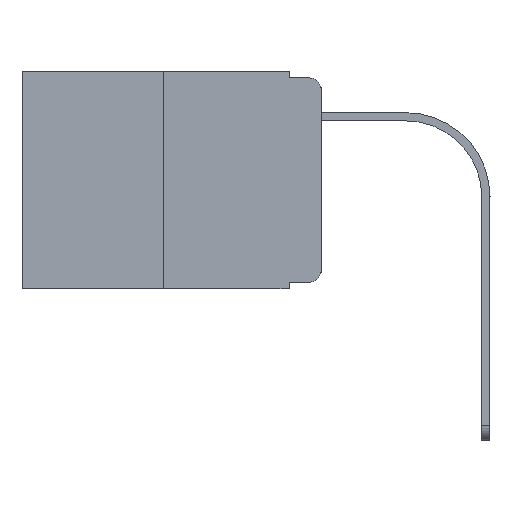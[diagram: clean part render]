
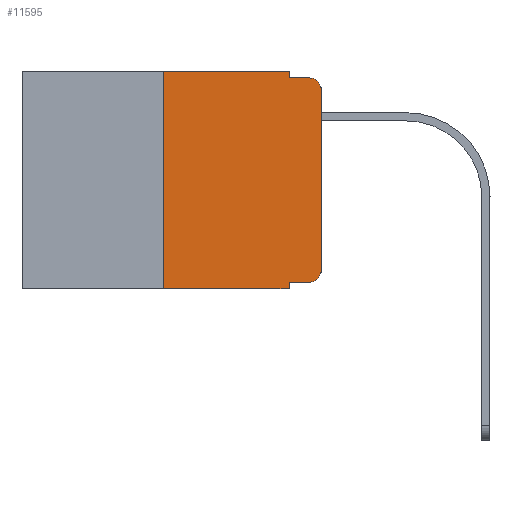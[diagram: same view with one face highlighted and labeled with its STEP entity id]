
A CAD part, left-side view. The second image highlights one B-rep face of the part: STEP entity #11595.
In plain terms, the highlighted planar face has unit normal (-1, 0, 0).
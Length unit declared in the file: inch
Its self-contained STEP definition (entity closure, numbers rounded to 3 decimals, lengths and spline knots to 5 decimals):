
#183 = EDGE_CURVE ( 'NONE', #2166, #6154, #8702, .T. ) ;
#603 = LINE ( 'NONE', #15438, #13302 ) ;
#1294 = CARTESIAN_POINT ( 'NONE',  ( 0., 0.473, 0. ) ) ;
#1540 = CARTESIAN_POINT ( 'NONE',  ( 0., 0.051, -0.343 ) ) ;
#1824 = CARTESIAN_POINT ( 'NONE',  ( 0., 0.051, -0.01 ) ) ;
#2125 = LINE ( 'NONE', #7589, #14611 ) ;
#2166 = VERTEX_POINT ( 'NONE', #12413 ) ;
#2297 = LINE ( 'NONE', #2389, #16051 ) ;
#2315 = AXIS2_PLACEMENT_3D ( 'NONE', #12150, #2537, #15931 ) ;
#2389 = CARTESIAN_POINT ( 'NONE',  ( 0., 0.051, -0.333 ) ) ;
#2415 = VERTEX_POINT ( 'NONE', #7621 ) ;
#2537 = DIRECTION ( 'NONE',  ( -1., 0., 0. ) ) ;
#2959 = DIRECTION ( 'NONE',  ( 0., 0., -1. ) ) ;
#3040 = EDGE_LOOP ( 'NONE', ( #6521, #6046, #4884, #15416, #11688, #7858, #3180, #16026, #5325, #17718 ) ) ;
#3180 = ORIENTED_EDGE ( 'NONE', *, *, #13840, .T. ) ;
#3524 = EDGE_CURVE ( 'NONE', #7171, #11252, #10086, .T. ) ;
#3633 = CARTESIAN_POINT ( 'NONE',  ( 0., 0.02, -0.333 ) ) ;
#4619 = VERTEX_POINT ( 'NONE', #13957 ) ;
#4693 = DIRECTION ( 'NONE',  ( 0., -1., 0. ) ) ;
#4884 = ORIENTED_EDGE ( 'NONE', *, *, #3524, .F. ) ;
#4923 = EDGE_CURVE ( 'NONE', #8062, #4619, #10059, .T. ) ;
#5254 = DIRECTION ( 'NONE',  ( 0., 0., -1. ) ) ;
#5325 = ORIENTED_EDGE ( 'NONE', *, *, #13949, .T. ) ;
#5486 = VERTEX_POINT ( 'NONE', #13648 ) ;
#5646 = LINE ( 'NONE', #9796, #10890 ) ;
#5925 = DIRECTION ( 'NONE',  ( 0., 0., 1. ) ) ;
#6010 = CARTESIAN_POINT ( 'NONE',  ( 0., 0.051, -0.01 ) ) ;
#6046 = ORIENTED_EDGE ( 'NONE', *, *, #13534, .T. ) ;
#6154 = VERTEX_POINT ( 'NONE', #1540 ) ;
#6160 = EDGE_CURVE ( 'NONE', #6728, #7171, #5646, .T. ) ;
#6454 = CIRCLE ( 'NONE', #12820, 0.02 ) ;
#6521 = ORIENTED_EDGE ( 'NONE', *, *, #8386, .T. ) ;
#6640 = DIRECTION ( 'NONE',  ( 1., 0., 0. ) ) ;
#6728 = VERTEX_POINT ( 'NONE', #7425 ) ;
#7171 = VERTEX_POINT ( 'NONE', #6010 ) ;
#7330 = CARTESIAN_POINT ( 'NONE',  ( 0., 0.051, 0. ) ) ;
#7425 = CARTESIAN_POINT ( 'NONE',  ( 0., 0.051, 0. ) ) ;
#7473 = LINE ( 'NONE', #12969, #8968 ) ;
#7589 = CARTESIAN_POINT ( 'NONE',  ( 0., 0.473, -0.343 ) ) ;
#7621 = CARTESIAN_POINT ( 'NONE',  ( 0., 0.25, 0. ) ) ;
#7751 = DIRECTION ( 'NONE',  ( 0., -1., 0. ) ) ;
#7848 = PLANE ( 'NONE',  #13600 ) ;
#7858 = ORIENTED_EDGE ( 'NONE', *, *, #11427, .F. ) ;
#8062 = VERTEX_POINT ( 'NONE', #3633 ) ;
#8386 = EDGE_CURVE ( 'NONE', #4619, #9989, #7473, .T. ) ;
#8702 = LINE ( 'NONE', #7330, #15105 ) ;
#8968 = VECTOR ( 'NONE', #5925, 39.37008 ) ;
#9119 = LINE ( 'NONE', #14593, #13612 ) ;
#9796 = CARTESIAN_POINT ( 'NONE',  ( 0., 0.051, 0. ) ) ;
#9989 = VERTEX_POINT ( 'NONE', #14349 ) ;
#10059 = CIRCLE ( 'NONE', #2315, 0.02 ) ;
#10086 = LINE ( 'NONE', #1824, #16947 ) ;
#10502 = EDGE_CURVE ( 'NONE', #2415, #6728, #9119, .T. ) ;
#10818 = FACE_OUTER_BOUND ( 'NONE', #3040, .T. ) ;
#10890 = VECTOR ( 'NONE', #13490, 39.37008 ) ;
#10904 = DIRECTION ( 'NONE',  ( 0., 0., -1. ) ) ;
#11252 = VERTEX_POINT ( 'NONE', #13374 ) ;
#11427 = EDGE_CURVE ( 'NONE', #5486, #2415, #603, .T. ) ;
#11595 = ADVANCED_FACE ( 'NONE', ( #10818 ), #7848, .F. ) ;
#11688 = ORIENTED_EDGE ( 'NONE', *, *, #10502, .F. ) ;
#12150 = CARTESIAN_POINT ( 'NONE',  ( 0., 0.02, -0.313 ) ) ;
#12178 = DIRECTION ( 'NONE',  ( 0., -1., 0. ) ) ;
#12413 = CARTESIAN_POINT ( 'NONE',  ( 0., 0.051, -0.333 ) ) ;
#12820 = AXIS2_PLACEMENT_3D ( 'NONE', #14536, #14890, #5254 ) ;
#12969 = CARTESIAN_POINT ( 'NONE',  ( 0., 0., 0. ) ) ;
#13302 = VECTOR ( 'NONE', #16699, 39.37008 ) ;
#13374 = CARTESIAN_POINT ( 'NONE',  ( 0., 0.02, -0.01 ) ) ;
#13490 = DIRECTION ( 'NONE',  ( 0., 0., -1. ) ) ;
#13534 = EDGE_CURVE ( 'NONE', #9989, #11252, #6454, .T. ) ;
#13600 = AXIS2_PLACEMENT_3D ( 'NONE', #1294, #6640, #10904 ) ;
#13612 = VECTOR ( 'NONE', #7751, 39.37008 ) ;
#13648 = CARTESIAN_POINT ( 'NONE',  ( 0., 0.25, -0.343 ) ) ;
#13840 = EDGE_CURVE ( 'NONE', #5486, #6154, #2125, .T. ) ;
#13949 = EDGE_CURVE ( 'NONE', #2166, #8062, #2297, .T. ) ;
#13957 = CARTESIAN_POINT ( 'NONE',  ( 0., 0., -0.313 ) ) ;
#14349 = CARTESIAN_POINT ( 'NONE',  ( 0., 0., -0.03 ) ) ;
#14482 = DIRECTION ( 'NONE',  ( 0., -1., 0. ) ) ;
#14536 = CARTESIAN_POINT ( 'NONE',  ( 0., 0.02, -0.03 ) ) ;
#14593 = CARTESIAN_POINT ( 'NONE',  ( 0., 0.473, 0. ) ) ;
#14611 = VECTOR ( 'NONE', #4693, 39.37008 ) ;
#14890 = DIRECTION ( 'NONE',  ( -1., 0., 0. ) ) ;
#15105 = VECTOR ( 'NONE', #2959, 39.37008 ) ;
#15416 = ORIENTED_EDGE ( 'NONE', *, *, #6160, .F. ) ;
#15438 = CARTESIAN_POINT ( 'NONE',  ( 0., 0.25, 0. ) ) ;
#15931 = DIRECTION ( 'NONE',  ( 0., 0., -1. ) ) ;
#16026 = ORIENTED_EDGE ( 'NONE', *, *, #183, .F. ) ;
#16051 = VECTOR ( 'NONE', #12178, 39.37008 ) ;
#16699 = DIRECTION ( 'NONE',  ( 0., 0., 1. ) ) ;
#16947 = VECTOR ( 'NONE', #14482, 39.37008 ) ;
#17718 = ORIENTED_EDGE ( 'NONE', *, *, #4923, .T. ) ;
